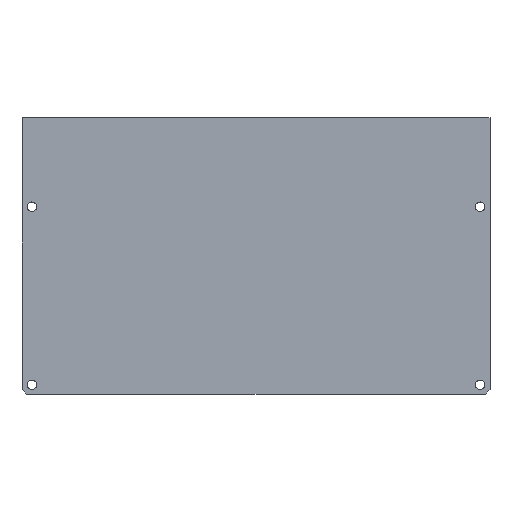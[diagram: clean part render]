
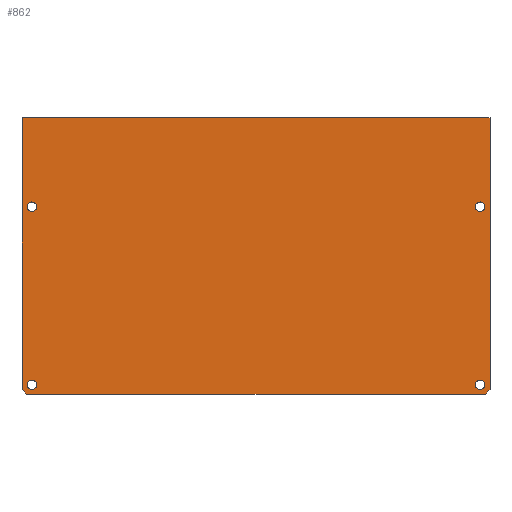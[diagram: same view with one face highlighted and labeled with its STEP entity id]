
A CAD part, top view. The second image highlights one B-rep face of the part: STEP entity #862.
In plain terms, the highlighted planar face has unit normal (0, 0, 1).
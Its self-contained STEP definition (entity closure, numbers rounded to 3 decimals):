
#15=FACE_BOUND('',#147,.T.);
#16=FACE_BOUND('',#148,.T.);
#17=FACE_BOUND('',#149,.T.);
#18=FACE_BOUND('',#150,.T.);
#25=CIRCLE('',#892,1.8);
#27=CIRCLE('',#895,1.8);
#29=CIRCLE('',#898,1.8);
#31=CIRCLE('',#901,1.8);
#56=PLANE('',#909);
#101=FACE_OUTER_BOUND('',#146,.T.);
#146=EDGE_LOOP('',(#748,#749,#750,#751,#752,#753));
#147=EDGE_LOOP('',(#754));
#148=EDGE_LOOP('',(#755));
#149=EDGE_LOOP('',(#756));
#150=EDGE_LOOP('',(#757));
#217=LINE('',#1614,#292);
#220=LINE('',#1620,#295);
#223=LINE('',#1626,#298);
#226=LINE('',#1632,#301);
#229=LINE('',#1638,#304);
#232=LINE('',#1642,#307);
#292=VECTOR('',#1024,10.);
#295=VECTOR('',#1029,10.);
#298=VECTOR('',#1034,10.);
#301=VECTOR('',#1039,10.);
#304=VECTOR('',#1044,10.);
#307=VECTOR('',#1049,10.);
#410=VERTEX_POINT('',#1584);
#412=VERTEX_POINT('',#1590);
#414=VERTEX_POINT('',#1596);
#416=VERTEX_POINT('',#1602);
#420=VERTEX_POINT('',#1611);
#421=VERTEX_POINT('',#1613);
#423=VERTEX_POINT('',#1619);
#425=VERTEX_POINT('',#1625);
#427=VERTEX_POINT('',#1631);
#429=VERTEX_POINT('',#1637);
#523=EDGE_CURVE('',#410,#410,#25,.T.);
#526=EDGE_CURVE('',#412,#412,#27,.T.);
#529=EDGE_CURVE('',#414,#414,#29,.T.);
#532=EDGE_CURVE('',#416,#416,#31,.T.);
#537=EDGE_CURVE('',#421,#420,#217,.T.);
#540=EDGE_CURVE('',#423,#421,#220,.T.);
#543=EDGE_CURVE('',#425,#423,#223,.T.);
#546=EDGE_CURVE('',#427,#425,#226,.T.);
#549=EDGE_CURVE('',#429,#427,#229,.T.);
#552=EDGE_CURVE('',#420,#429,#232,.T.);
#748=ORIENTED_EDGE('',*,*,#552,.T.);
#749=ORIENTED_EDGE('',*,*,#549,.T.);
#750=ORIENTED_EDGE('',*,*,#546,.T.);
#751=ORIENTED_EDGE('',*,*,#543,.T.);
#752=ORIENTED_EDGE('',*,*,#540,.T.);
#753=ORIENTED_EDGE('',*,*,#537,.T.);
#754=ORIENTED_EDGE('',*,*,#532,.T.);
#755=ORIENTED_EDGE('',*,*,#529,.T.);
#756=ORIENTED_EDGE('',*,*,#526,.T.);
#757=ORIENTED_EDGE('',*,*,#523,.T.);
#862=ADVANCED_FACE('',(#101,#15,#16,#17,#18),#56,.T.);
#892=AXIS2_PLACEMENT_3D('',#1585,#994,#995);
#895=AXIS2_PLACEMENT_3D('',#1591,#1001,#1002);
#898=AXIS2_PLACEMENT_3D('',#1597,#1008,#1009);
#901=AXIS2_PLACEMENT_3D('',#1603,#1015,#1016);
#909=AXIS2_PLACEMENT_3D('',#1643,#1050,#1051);
#994=DIRECTION('center_axis',(0.,0.,-1.));
#995=DIRECTION('ref_axis',(1.,0.,0.));
#1001=DIRECTION('center_axis',(0.,0.,-1.));
#1002=DIRECTION('ref_axis',(1.,0.,0.));
#1008=DIRECTION('center_axis',(0.,0.,-1.));
#1009=DIRECTION('ref_axis',(1.,0.,0.));
#1015=DIRECTION('center_axis',(0.,0.,-1.));
#1016=DIRECTION('ref_axis',(1.,0.,0.));
#1024=DIRECTION('',(0.707,-0.707,0.));
#1029=DIRECTION('',(0.,-1.,0.));
#1034=DIRECTION('',(-1.,0.,0.));
#1039=DIRECTION('',(0.,1.,0.));
#1044=DIRECTION('',(0.707,0.707,0.));
#1049=DIRECTION('',(1.,0.,0.));
#1050=DIRECTION('center_axis',(0.,0.,1.));
#1051=DIRECTION('ref_axis',(1.,0.,0.));
#1584=CARTESIAN_POINT('',(-87.3,34.,126.8));
#1585=CARTESIAN_POINT('Origin',(-85.5,34.,126.8));
#1590=CARTESIAN_POINT('',(83.7,34.,126.8));
#1591=CARTESIAN_POINT('Origin',(85.5,34.,126.8));
#1596=CARTESIAN_POINT('',(83.7,-34.,126.8));
#1597=CARTESIAN_POINT('Origin',(85.5,-34.,126.8));
#1602=CARTESIAN_POINT('',(-87.3,-34.,126.8));
#1603=CARTESIAN_POINT('Origin',(-85.5,-34.,126.8));
#1611=CARTESIAN_POINT('',(-87.417,-37.594,126.8));
#1613=CARTESIAN_POINT('',(-89.3,-35.711,126.8));
#1614=CARTESIAN_POINT('',(-87.417,-37.594,126.8));
#1619=CARTESIAN_POINT('',(-89.3,67.953,126.8));
#1620=CARTESIAN_POINT('',(-89.3,-35.711,126.8));
#1625=CARTESIAN_POINT('',(89.3,67.953,126.8));
#1626=CARTESIAN_POINT('',(-89.5,67.953,126.8));
#1631=CARTESIAN_POINT('',(89.3,-35.711,126.8));
#1632=CARTESIAN_POINT('',(89.3,171.917,126.8));
#1637=CARTESIAN_POINT('',(87.417,-37.594,126.8));
#1638=CARTESIAN_POINT('',(89.3,-35.711,126.8));
#1642=CARTESIAN_POINT('',(-87.417,-37.594,126.8));
#1643=CARTESIAN_POINT('Origin',(0.,15.18,126.8));
